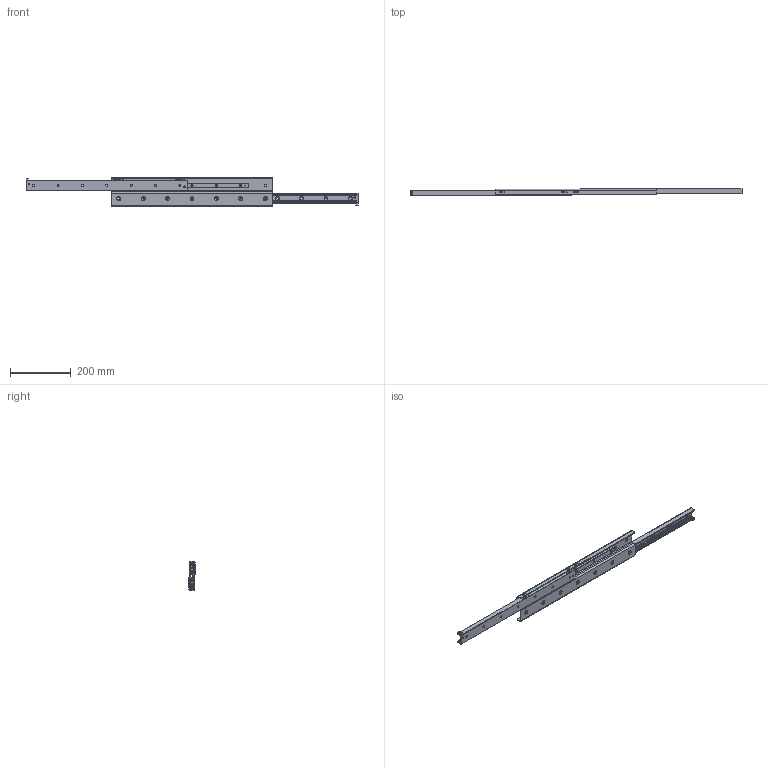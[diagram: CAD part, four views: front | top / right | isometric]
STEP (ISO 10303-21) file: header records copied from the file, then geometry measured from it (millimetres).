
FILE_DESCRIPTION((''),'2;1');
FILE_NAME('LCAS 35.E-0530.stp','2014-03-31T14:03:34',('MRathmann'),(''),'Autodesk Inventor 2012','Autodesk Inventor 2012','');
FILE_SCHEMA(('CONFIG_CONTROL_DESIGN'));
Length unit declared in the file: millimetre
Products named in the file (9): LCAS 35.E-0530; ZP 35-0530.S; LCN 35-0530; LLMG 35-0450; KF.LCA 35-0248.GZ; + AS.L 35 5x3,2; + VKB.L 35 5x10; + AP.L 35; + SP.L 35-block
Assembly tree (23 placements, depth 2):
  LCAS 35.E-0530
    ZP 35-0530.S
    LCN 35-0530  x2
    LLMG 35-0450  x2
    KF.LCA 35-0248.GZ  x2
    + AS.L 35 5x3,2  x4
    + VKB.L 35 5x10  x4
    + AP.L 35  x4
    + SP.L 35-block  x4
Bounding box: 1089 x 22.5 x 97 mm (x, y, z)
Volume: 593280.2 mm3; surface area: 385855.6 mm2
Topology: 23 solids, 23 shells, 844 faces, 2158 edges, 1356 vertices
Faces by surface type: plane 468, cylinder 272, cone 88, sphere 16
Full cylindrical faces by diameter (mm): 2.459 x3, 3 x20, 3.242 x7, 4 x8, 4.2 x4, 4.5 x4, 4.8 x4, 4.917 x12, 5 x12, 6 x4, 6.6 x14, 7.5 x14
Entity records: 13225 total; most frequent: CARTESIAN_POINT 2596, DIRECTION 2222, ORIENTED_EDGE 1954, EDGE_CURVE 977, AXIS2_PLACEMENT_3D 825, VERTEX_POINT 669, EDGE_LOOP 648, VECTOR 572
